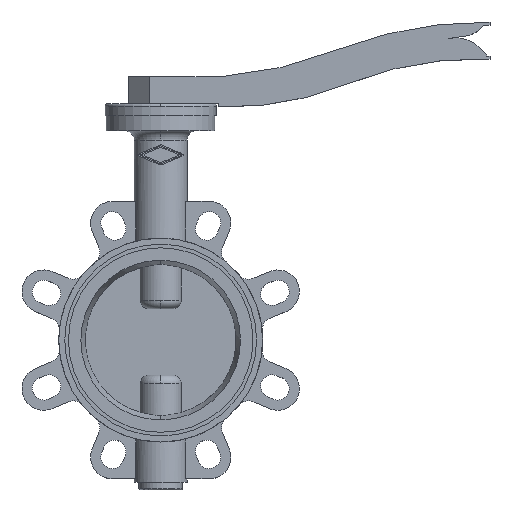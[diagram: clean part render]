
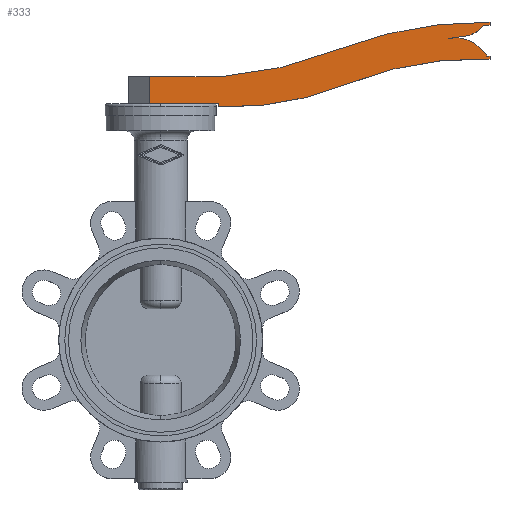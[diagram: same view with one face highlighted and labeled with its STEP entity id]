
A CAD part, top view. The second image highlights one B-rep face of the part: STEP entity #333.
In plain terms, the highlighted planar face has unit normal (0, 0, 1).
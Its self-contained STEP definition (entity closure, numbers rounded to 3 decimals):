
#333 = ADVANCED_FACE( '', ( #793 ), #794, .T. );
#793 = FACE_OUTER_BOUND( '', #1253, .T. );
#794 = PLANE( '', #1254 );
#1253 = EDGE_LOOP( '', ( #2989, #2990, #2991, #2992, #2993, #2994, #2995, #2996, #2997, #2998, #2999, #3000, #3001, #3002, #3003, #3004 ) );
#1254 = AXIS2_PLACEMENT_3D( '', #3005, #3006, #3007 );
#2989 = ORIENTED_EDGE( '', *, *, #3518, .T. );
#2990 = ORIENTED_EDGE( '', *, *, #3526, .T. );
#2991 = ORIENTED_EDGE( '', *, *, #3542, .T. );
#2992 = ORIENTED_EDGE( '', *, *, #3544, .T. );
#2993 = ORIENTED_EDGE( '', *, *, #3546, .T. );
#2994 = ORIENTED_EDGE( '', *, *, #3548, .T. );
#2995 = ORIENTED_EDGE( '', *, *, #3550, .T. );
#2996 = ORIENTED_EDGE( '', *, *, #3552, .T. );
#2997 = ORIENTED_EDGE( '', *, *, #3554, .T. );
#2998 = ORIENTED_EDGE( '', *, *, #3556, .T. );
#2999 = ORIENTED_EDGE( '', *, *, #3558, .T. );
#3000 = ORIENTED_EDGE( '', *, *, #3560, .T. );
#3001 = ORIENTED_EDGE( '', *, *, #3562, .T. );
#3002 = ORIENTED_EDGE( '', *, *, #3564, .T. );
#3003 = ORIENTED_EDGE( '', *, *, #3566, .T. );
#3004 = ORIENTED_EDGE( '', *, *, #3567, .T. );
#3005 = CARTESIAN_POINT( '', ( 0., 193.4, -12.5 ) );
#3006 = DIRECTION( '', ( 0., 0., 1. ) );
#3007 = DIRECTION( '', ( 1., 0., 0. ) );
#3518 = EDGE_CURVE( '', #4421, #4418, #4422, .T. );
#3526 = EDGE_CURVE( '', #4418, #4433, #4435, .T. );
#3542 = EDGE_CURVE( '', #4433, #4463, #4465, .T. );
#3544 = EDGE_CURVE( '', #4463, #4466, #4468, .T. );
#3546 = EDGE_CURVE( '', #4466, #4469, #4471, .T. );
#3548 = EDGE_CURVE( '', #4469, #4472, #4474, .T. );
#3550 = EDGE_CURVE( '', #4472, #4475, #4477, .T. );
#3552 = EDGE_CURVE( '', #4475, #4478, #4480, .T. );
#3554 = EDGE_CURVE( '', #4478, #4481, #4483, .T. );
#3556 = EDGE_CURVE( '', #4481, #4484, #4486, .T. );
#3558 = EDGE_CURVE( '', #4484, #4487, #4489, .T. );
#3560 = EDGE_CURVE( '', #4487, #4490, #4492, .T. );
#3562 = EDGE_CURVE( '', #4490, #4493, #4495, .T. );
#3564 = EDGE_CURVE( '', #4493, #4496, #4498, .T. );
#3566 = EDGE_CURVE( '', #4496, #4499, #4501, .T. );
#3567 = EDGE_CURVE( '', #4499, #4421, #4502, .T. );
#4418 = VERTEX_POINT( '', #6409 );
#4421 = VERTEX_POINT( '', #6413 );
#4422 = LINE( '', #6414, #6415 );
#4433 = VERTEX_POINT( '', #6432 );
#4435 = LINE( '', #6435, #6436 );
#4463 = VERTEX_POINT( '', #6472 );
#4465 = LINE( '', #6475, #6476 );
#4466 = VERTEX_POINT( '', #6477 );
#4468 = CIRCLE( '', #6480, 260. );
#4469 = VERTEX_POINT( '', #6481 );
#4471 = CIRCLE( '', #6484, 285. );
#4472 = VERTEX_POINT( '', #6485 );
#4474 = LINE( '', #6488, #6489 );
#4475 = VERTEX_POINT( '', #6490 );
#4477 = LINE( '', #6493, #6494 );
#4478 = VERTEX_POINT( '', #6495 );
#4480 = CIRCLE( '', #6498, 33. );
#4481 = VERTEX_POINT( '', #6499 );
#4483 = LINE( '', #6502, #6503 );
#4484 = VERTEX_POINT( '', #6504 );
#4486 = LINE( '', #6507, #6508 );
#4487 = VERTEX_POINT( '', #6509 );
#4489 = CIRCLE( '', #6512, 23.5 );
#4490 = VERTEX_POINT( '', #6513 );
#4492 = LINE( '', #6516, #6517 );
#4493 = VERTEX_POINT( '', #6518 );
#4495 = LINE( '', #6521, #6522 );
#4496 = VERTEX_POINT( '', #6523 );
#4498 = CIRCLE( '', #6526, 330.5 );
#4499 = VERTEX_POINT( '', #6527 );
#4501 = CIRCLE( '', #6530, 329.5 );
#4502 = LINE( '', #6531, #6532 );
#6409 = CARTESIAN_POINT( '', ( -9.5, 196., -12.5 ) );
#6413 = CARTESIAN_POINT( '', ( -9.5, 218.4, -12.5 ) );
#6414 = CARTESIAN_POINT( '', ( -9.5, 193.4, -12.5 ) );
#6415 = VECTOR( '', #7429, 1. );
#6432 = CARTESIAN_POINT( '', ( 48., 196., -12.5 ) );
#6435 = CARTESIAN_POINT( '', ( -27., 196., -12.5 ) );
#6436 = VECTOR( '', #7437, 1. );
#6472 = CARTESIAN_POINT( '', ( 48., 193.4, -12.5 ) );
#6475 = CARTESIAN_POINT( '', ( 48., 196., -12.5 ) );
#6476 = VECTOR( '', #7465, 1. );
#6477 = CARTESIAN_POINT( '', ( 155.24, 212.45, -12.5 ) );
#6480 = AXIS2_PLACEMENT_3D( '', #7467, #7468, #7469 );
#6481 = CARTESIAN_POINT( '', ( 273., 233., -12.5 ) );
#6484 = AXIS2_PLACEMENT_3D( '', #7471, #7472, #7473 );
#6485 = CARTESIAN_POINT( '', ( 273., 235.5, -12.5 ) );
#6488 = CARTESIAN_POINT( '', ( 273., 233., -12.5 ) );
#6489 = VECTOR( '', #7475, 1. );
#6490 = CARTESIAN_POINT( '', ( 270.5, 235.5, -12.5 ) );
#6493 = CARTESIAN_POINT( '', ( 273., 235.5, -12.5 ) );
#6494 = VECTOR( '', #7477, 1. );
#6495 = CARTESIAN_POINT( '', ( 246.268, 250.822, -12.5 ) );
#6498 = AXIS2_PLACEMENT_3D( '', #7479, #7480, #7481 );
#6499 = CARTESIAN_POINT( '', ( 238.25, 250.08, -12.5 ) );
#6502 = CARTESIAN_POINT( '', ( 246.268, 250.822, -12.5 ) );
#6503 = VECTOR( '', #7483, 1. );
#6504 = CARTESIAN_POINT( '', ( 252.82, 252.08, -12.5 ) );
#6507 = CARTESIAN_POINT( '', ( 238.25, 250.08, -12.5 ) );
#6508 = VECTOR( '', #7485, 1. );
#6509 = CARTESIAN_POINT( '', ( 267.7, 261., -12.5 ) );
#6512 = AXIS2_PLACEMENT_3D( '', #7487, #7488, #7489 );
#6513 = CARTESIAN_POINT( '', ( 273., 261., -12.5 ) );
#6516 = CARTESIAN_POINT( '', ( 267.7, 261., -12.5 ) );
#6517 = VECTOR( '', #7491, 1. );
#6518 = CARTESIAN_POINT( '', ( 273., 263.5, -12.5 ) );
#6521 = CARTESIAN_POINT( '', ( 273., 261., -12.5 ) );
#6522 = VECTOR( '', #7493, 1. );
#6523 = CARTESIAN_POINT( '', ( 147.6, 241.1, -12.5 ) );
#6526 = AXIS2_PLACEMENT_3D( '', #7495, #7496, #7497 );
#6527 = CARTESIAN_POINT( '', ( 0., 218.4, -12.5 ) );
#6530 = AXIS2_PLACEMENT_3D( '', #7499, #7500, #7501 );
#6531 = CARTESIAN_POINT( '', ( 0., 218.4, -12.5 ) );
#6532 = VECTOR( '', #7502, 1. );
#7429 = DIRECTION( '', ( 0., -1., 0. ) );
#7437 = DIRECTION( '', ( 1., 0., 0. ) );
#7465 = DIRECTION( '', ( 0., -1., 0. ) );
#7467 = CARTESIAN_POINT( '', ( 57.155, 453.239, -12.5 ) );
#7468 = DIRECTION( '', ( 0., 0., 1. ) );
#7469 = DIRECTION( '', ( -0.035, -0.999, 0. ) );
#7471 = CARTESIAN_POINT( '', ( 262.025, -51.789, -12.5 ) );
#7472 = DIRECTION( '', ( 0., 0., -1. ) );
#7473 = DIRECTION( '', ( -0.375, 0.927, 0. ) );
#7475 = DIRECTION( '', ( 0., 1., 0. ) );
#7477 = DIRECTION( '', ( -1., 0., 0. ) );
#7479 = CARTESIAN_POINT( '', ( 242.499, 218.038, -12.5 ) );
#7480 = DIRECTION( '', ( 0., 0., 1. ) );
#7481 = DIRECTION( '', ( 0.849, 0.529, 0. ) );
#7483 = DIRECTION( '', ( -0.996, -0.092, 0. ) );
#7485 = DIRECTION( '', ( 0.991, 0.136, 0. ) );
#7487 = CARTESIAN_POINT( '', ( 249.031, 275.272, -12.5 ) );
#7488 = DIRECTION( '', ( 0., 0., 1. ) );
#7489 = DIRECTION( '', ( 0.161, -0.987, 0. ) );
#7491 = DIRECTION( '', ( 1., 0., 0. ) );
#7493 = DIRECTION( '', ( 0., 1., 0. ) );
#7495 = CARTESIAN_POINT( '', ( 267.327, -66.951, -12.5 ) );
#7496 = DIRECTION( '', ( 0., 0., 1. ) );
#7497 = DIRECTION( '', ( 0.017, 1., 0. ) );
#7499 = CARTESIAN_POINT( '', ( 25.017, 546.949, -12.5 ) );
#7500 = DIRECTION( '', ( 0., 0., -1. ) );
#7501 = DIRECTION( '', ( 0.372, -0.928, 0. ) );
#7502 = DIRECTION( '', ( -1., 0., 0. ) );
